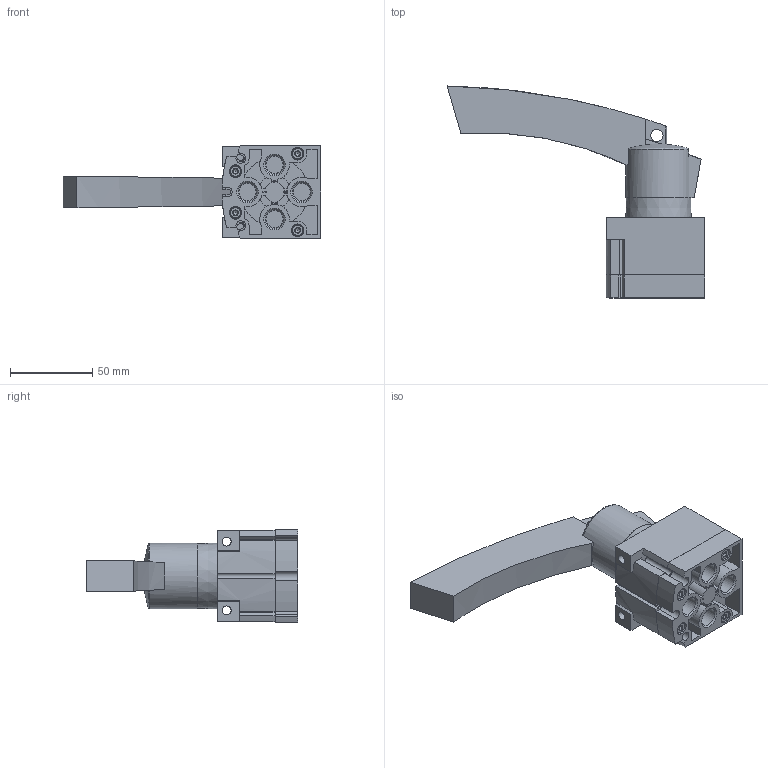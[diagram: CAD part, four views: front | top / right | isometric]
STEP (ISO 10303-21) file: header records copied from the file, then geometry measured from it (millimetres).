
FILE_DESCRIPTION(/* description */ ('STEP AP214'),/* implementation_level */ '2;1');
FILE_NAME(/* name */ '3515640_VHER-P-H-B43E-B-G14',/* time_stamp */ '2024-09-16T14:39:22+02:00',/* author */ ('License CC BY-ND 4.0'),/* organization */ ('CADENAS'),/* preprocessor_version */ 'ST-DEVELOPER v19.3',/* originating_system */ 'PARTsolutions',/* authorisation */ ' ');
FILE_SCHEMA (('AUTOMOTIVE_DESIGN {1 0 10303 214 3 1 1}'));
Length unit declared in the file: millimetre
Products named in the file (4): 3515640 VHER-P-H-B43E-B-G14; 3515640 VHER-P-H-B43E-B-G14---(0_AP); 3515640 VHER-P-H-B43E-B-G14---(Geh); 3515640 VHER-P-H-B43E-B-G14---(Hbl)
Assembly tree (3 placements, depth 2):
  3515640 VHER-P-H-B43E-B-G14
    3515640 VHER-P-H-B43E-B-G14---(0_AP)
    3515640 VHER-P-H-B43E-B-G14---(Geh)
    3515640 VHER-P-H-B43E-B-G14---(Hbl)
Bounding box: 157 x 129.2 x 56.3 mm (x, y, z)
Volume: 238538.2 mm3; surface area: 62806.1 mm2
Topology: 3 solids, 3 shells, 501 faces, 1251 edges, 801 vertices
Faces by surface type: plane 305, cylinder 121, cone 52, torus 20, sphere 3
Full cylindrical faces by diameter (mm): 4.134 x8, 5.5 x3, 6 x1, 7 x4, 7.5 x1, 7.7 x4, 11.445 x4, 48 x2
Entity records: 15510 total; most frequent: CARTESIAN_POINT 2890, DIRECTION 2492, ORIENTED_EDGE 2362, EDGE_CURVE 1181, AXIS2_PLACEMENT_3D 890, VERTEX_POINT 791, LINE 712, VECTOR 712
